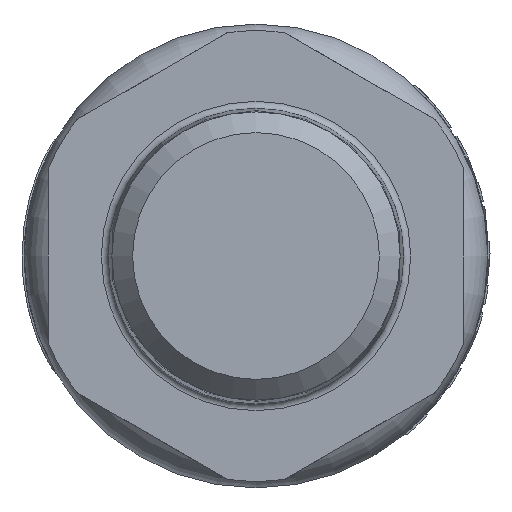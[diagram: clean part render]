
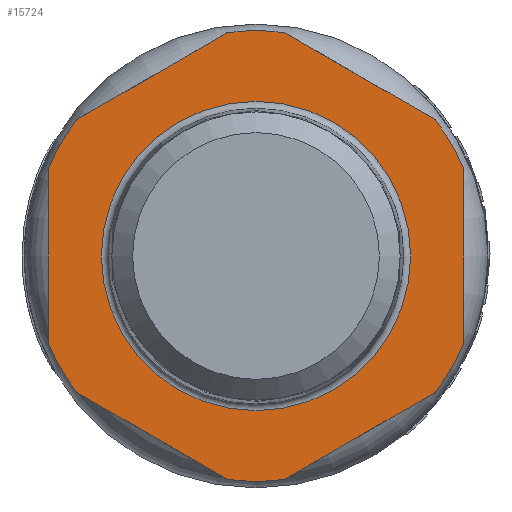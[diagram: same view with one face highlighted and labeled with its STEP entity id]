
A CAD part, left-side view. The second image highlights one B-rep face of the part: STEP entity #15724.
In plain terms, the highlighted planar face has unit normal (-1, 0, 0).
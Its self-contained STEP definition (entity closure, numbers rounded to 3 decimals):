
#71=FACE_BOUND('',#3714,.T.);
#647=PLANE('',#16879);
#1281=LINE('',#31438,#1976);
#1282=LINE('',#31442,#1977);
#1283=LINE('',#31446,#1978);
#1284=LINE('',#31450,#1979);
#1285=LINE('',#31454,#1980);
#1286=LINE('',#31458,#1981);
#1976=VECTOR('',#19897,10.);
#1977=VECTOR('',#19900,10.);
#1978=VECTOR('',#19903,10.);
#1979=VECTOR('',#19906,10.);
#1980=VECTOR('',#19909,10.);
#1981=VECTOR('',#19912,10.);
#2854=FACE_OUTER_BOUND('',#3713,.T.);
#3713=EDGE_LOOP('',(#13089,#13090,#13091,#13092,#13093,#13094,#13095,#13096,
#13097,#13098,#13099,#13100));
#3714=EDGE_LOOP('',(#13101,#13102));
#4331=CIRCLE('',#16872,11.17);
#4332=CIRCLE('',#16873,11.17);
#4337=CIRCLE('',#16880,16.265);
#4338=CIRCLE('',#16881,16.265);
#4339=CIRCLE('',#16882,16.265);
#4340=CIRCLE('',#16883,16.265);
#4341=CIRCLE('',#16884,16.265);
#4342=CIRCLE('',#16885,16.265);
#6671=VERTEX_POINT('',#31421);
#6672=VERTEX_POINT('',#31423);
#6676=VERTEX_POINT('',#31436);
#6677=VERTEX_POINT('',#31437);
#6678=VERTEX_POINT('',#31439);
#6679=VERTEX_POINT('',#31441);
#6680=VERTEX_POINT('',#31443);
#6681=VERTEX_POINT('',#31445);
#6682=VERTEX_POINT('',#31447);
#6683=VERTEX_POINT('',#31449);
#6684=VERTEX_POINT('',#31451);
#6685=VERTEX_POINT('',#31453);
#6686=VERTEX_POINT('',#31455);
#6687=VERTEX_POINT('',#31457);
#8876=EDGE_CURVE('',#6671,#6672,#4331,.T.);
#8877=EDGE_CURVE('',#6672,#6671,#4332,.T.);
#8883=EDGE_CURVE('',#6676,#6677,#1281,.T.);
#8884=EDGE_CURVE('',#6678,#6677,#4337,.T.);
#8885=EDGE_CURVE('',#6678,#6679,#1282,.T.);
#8886=EDGE_CURVE('',#6680,#6679,#4338,.T.);
#8887=EDGE_CURVE('',#6680,#6681,#1283,.T.);
#8888=EDGE_CURVE('',#6682,#6681,#4339,.T.);
#8889=EDGE_CURVE('',#6682,#6683,#1284,.T.);
#8890=EDGE_CURVE('',#6684,#6683,#4340,.T.);
#8891=EDGE_CURVE('',#6684,#6685,#1285,.T.);
#8892=EDGE_CURVE('',#6686,#6685,#4341,.T.);
#8893=EDGE_CURVE('',#6686,#6687,#1286,.T.);
#8894=EDGE_CURVE('',#6676,#6687,#4342,.T.);
#13089=ORIENTED_EDGE('',*,*,#8883,.T.);
#13090=ORIENTED_EDGE('',*,*,#8884,.F.);
#13091=ORIENTED_EDGE('',*,*,#8885,.T.);
#13092=ORIENTED_EDGE('',*,*,#8886,.F.);
#13093=ORIENTED_EDGE('',*,*,#8887,.T.);
#13094=ORIENTED_EDGE('',*,*,#8888,.F.);
#13095=ORIENTED_EDGE('',*,*,#8889,.T.);
#13096=ORIENTED_EDGE('',*,*,#8890,.F.);
#13097=ORIENTED_EDGE('',*,*,#8891,.T.);
#13098=ORIENTED_EDGE('',*,*,#8892,.F.);
#13099=ORIENTED_EDGE('',*,*,#8893,.T.);
#13100=ORIENTED_EDGE('',*,*,#8894,.F.);
#13101=ORIENTED_EDGE('',*,*,#8877,.F.);
#13102=ORIENTED_EDGE('',*,*,#8876,.F.);
#15724=ADVANCED_FACE('',(#2854,#71),#647,.T.);
#16872=AXIS2_PLACEMENT_3D('',#31424,#19880,#19881);
#16873=AXIS2_PLACEMENT_3D('',#31425,#19882,#19883);
#16879=AXIS2_PLACEMENT_3D('',#31435,#19895,#19896);
#16880=AXIS2_PLACEMENT_3D('',#31440,#19898,#19899);
#16881=AXIS2_PLACEMENT_3D('',#31444,#19901,#19902);
#16882=AXIS2_PLACEMENT_3D('',#31448,#19904,#19905);
#16883=AXIS2_PLACEMENT_3D('',#31452,#19907,#19908);
#16884=AXIS2_PLACEMENT_3D('',#31456,#19910,#19911);
#16885=AXIS2_PLACEMENT_3D('',#31459,#19913,#19914);
#19880=DIRECTION('center_axis',(-1.,0.,0.));
#19881=DIRECTION('ref_axis',(0.,0.,
-1.));
#19882=DIRECTION('center_axis',(-1.,0.,0.));
#19883=DIRECTION('ref_axis',(0.,0.,
-1.));
#19895=DIRECTION('center_axis',(-1.,0.,0.));
#19896=DIRECTION('ref_axis',(0.,-1.,0.));
#19897=DIRECTION('',(0.,0.866,-0.5));
#19898=DIRECTION('center_axis',(1.,0.,0.));
#19899=DIRECTION('ref_axis',(0.,1.,0.));
#19900=DIRECTION('',(0.,0.,-1.));
#19901=DIRECTION('center_axis',(1.,0.,0.));
#19902=DIRECTION('ref_axis',(0.,1.,0.));
#19903=DIRECTION('',(0.,-0.866,-0.5));
#19904=DIRECTION('center_axis',(1.,0.,0.));
#19905=DIRECTION('ref_axis',(0.,1.,0.));
#19906=DIRECTION('',(0.,-0.866,0.5));
#19907=DIRECTION('center_axis',(1.,0.,0.));
#19908=DIRECTION('ref_axis',(0.,1.,0.));
#19909=DIRECTION('',(0.,0.,1.));
#19910=DIRECTION('center_axis',(1.,0.,0.));
#19911=DIRECTION('ref_axis',(0.,1.,0.));
#19912=DIRECTION('',(0.,0.866,0.5));
#19913=DIRECTION('center_axis',(1.,0.,0.));
#19914=DIRECTION('ref_axis',(0.,1.,0.));
#31421=CARTESIAN_POINT('',(-38.18,-11.17,0.));
#31423=CARTESIAN_POINT('',(-38.18,0.,11.17));
#31424=CARTESIAN_POINT('Origin',(-38.18,0.,
0.));
#31425=CARTESIAN_POINT('Origin',(-38.18,0.,
0.));
#31435=CARTESIAN_POINT('Origin',(-38.18,0.,
16.265));
#31436=CARTESIAN_POINT('',(-38.18,2.054,16.135));
#31437=CARTESIAN_POINT('',(-38.18,12.946,9.846));
#31438=CARTESIAN_POINT('',(-38.18,1.255,16.596));
#31439=CARTESIAN_POINT('',(-38.18,15.,6.289));
#31440=CARTESIAN_POINT('Origin',(-38.18,0.,
0.));
#31441=CARTESIAN_POINT('',(-38.18,15.,-6.289));
#31442=CARTESIAN_POINT('',(-38.18,15.,11.277));
#31443=CARTESIAN_POINT('',(-38.18,12.946,-9.846));
#31444=CARTESIAN_POINT('Origin',(-38.18,0.,
0.));
#31445=CARTESIAN_POINT('',(-38.18,2.054,-16.135));
#31446=CARTESIAN_POINT('',(-38.18,13.745,-9.385));
#31447=CARTESIAN_POINT('',(-38.18,-2.054,-16.135));
#31448=CARTESIAN_POINT('Origin',(-38.18,0.,
0.));
#31449=CARTESIAN_POINT('',(-38.18,-12.946,-9.846));
#31450=CARTESIAN_POINT('',(-38.18,-8.298,-12.529));
#31451=CARTESIAN_POINT('',(-38.18,-15.,-6.289));
#31452=CARTESIAN_POINT('Origin',(-38.18,0.,
0.));
#31453=CARTESIAN_POINT('',(-38.18,-15.,6.289));
#31454=CARTESIAN_POINT('',(-38.18,-15.,4.988));
#31455=CARTESIAN_POINT('',(-38.18,-12.946,9.846));
#31456=CARTESIAN_POINT('Origin',(-38.18,0.,
0.));
#31457=CARTESIAN_POINT('',(-38.18,-2.054,16.135));
#31458=CARTESIAN_POINT('',(-38.18,-6.702,13.451));
#31459=CARTESIAN_POINT('Origin',(-38.18,0.,
0.));
